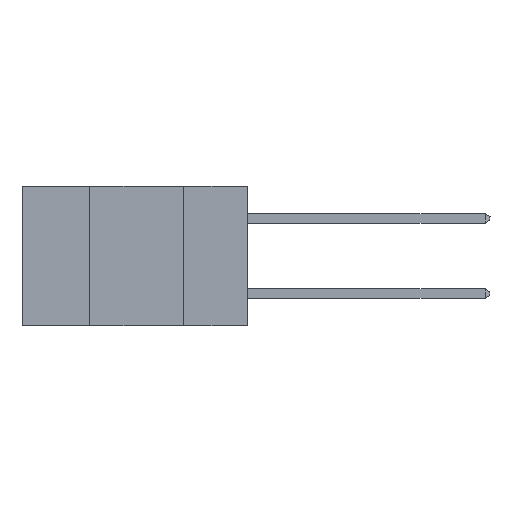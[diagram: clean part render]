
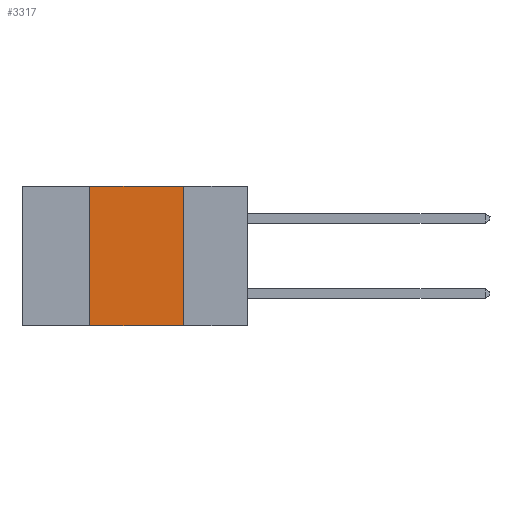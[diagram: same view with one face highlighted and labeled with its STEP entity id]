
A CAD part, left-side view. The second image highlights one B-rep face of the part: STEP entity #3317.
In plain terms, the highlighted planar face has unit normal (-1, 0, 0).
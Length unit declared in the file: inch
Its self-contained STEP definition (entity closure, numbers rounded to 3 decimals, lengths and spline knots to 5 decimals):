
#66 = VERTEX_POINT ( 'NONE', #11483 ) ;
#607 = VERTEX_POINT ( 'NONE', #2634 ) ;
#663 = EDGE_LOOP ( 'NONE', ( #1091, #2187, #9971, #4457 ) ) ;
#697 = CARTESIAN_POINT ( 'NONE',  ( 0., 0.17, -0.37 ) ) ;
#1091 = ORIENTED_EDGE ( 'NONE', *, *, #4204, .F. ) ;
#1536 = DIRECTION ( 'NONE',  ( 0., 0., -1. ) ) ;
#1586 = VERTEX_POINT ( 'NONE', #1820 ) ;
#1626 = DIRECTION ( 'NONE',  ( 0., 0., -1. ) ) ;
#1820 = CARTESIAN_POINT ( 'NONE',  ( 0., 0.17, -0.37 ) ) ;
#2187 = ORIENTED_EDGE ( 'NONE', *, *, #4381, .F. ) ;
#2536 = PLANE ( 'NONE',  #5886 ) ;
#2634 = CARTESIAN_POINT ( 'NONE',  ( 0., 0.17, 0. ) ) ;
#2760 = CARTESIAN_POINT ( 'NONE',  ( 0., 0.42, -0.37 ) ) ;
#3317 = ADVANCED_FACE ( 'NONE', ( #3346 ), #2536, .F. ) ;
#3346 = FACE_OUTER_BOUND ( 'NONE', #663, .T. ) ;
#3628 = DIRECTION ( 'NONE',  ( 0., -1., 0. ) ) ;
#4204 = EDGE_CURVE ( 'NONE', #607, #1586, #4212, .T. ) ;
#4212 = LINE ( 'NONE', #697, #6093 ) ;
#4381 = EDGE_CURVE ( 'NONE', #66, #607, #11230, .T. ) ;
#4457 = ORIENTED_EDGE ( 'NONE', *, *, #4800, .T. ) ;
#4463 = LINE ( 'NONE', #6221, #6484 ) ;
#4800 = EDGE_CURVE ( 'NONE', #11156, #1586, #4463, .T. ) ;
#5397 = LINE ( 'NONE', #2760, #6993 ) ;
#5886 = AXIS2_PLACEMENT_3D ( 'NONE', #6174, #11642, #1626 ) ;
#6093 = VECTOR ( 'NONE', #1536, 39.37008 ) ;
#6174 = CARTESIAN_POINT ( 'NONE',  ( 0., 0.6, 0. ) ) ;
#6221 = CARTESIAN_POINT ( 'NONE',  ( 0., 0.6, -0.37 ) ) ;
#6484 = VECTOR ( 'NONE', #3628, 39.37008 ) ;
#6596 = DIRECTION ( 'NONE',  ( 0., -1., 0. ) ) ;
#6993 = VECTOR ( 'NONE', #8910, 39.37008 ) ;
#8910 = DIRECTION ( 'NONE',  ( 0., 0., 1. ) ) ;
#8987 = EDGE_CURVE ( 'NONE', #11156, #66, #5397, .T. ) ;
#9971 = ORIENTED_EDGE ( 'NONE', *, *, #8987, .F. ) ;
#10367 = CARTESIAN_POINT ( 'NONE',  ( 0., 0.42, -0.37 ) ) ;
#10471 = VECTOR ( 'NONE', #6596, 39.37008 ) ;
#11156 = VERTEX_POINT ( 'NONE', #10367 ) ;
#11230 = LINE ( 'NONE', #11341, #10471 ) ;
#11341 = CARTESIAN_POINT ( 'NONE',  ( 0., 0.6, 0. ) ) ;
#11483 = CARTESIAN_POINT ( 'NONE',  ( 0., 0.42, 0. ) ) ;
#11642 = DIRECTION ( 'NONE',  ( 1., 0., 0. ) ) ;
